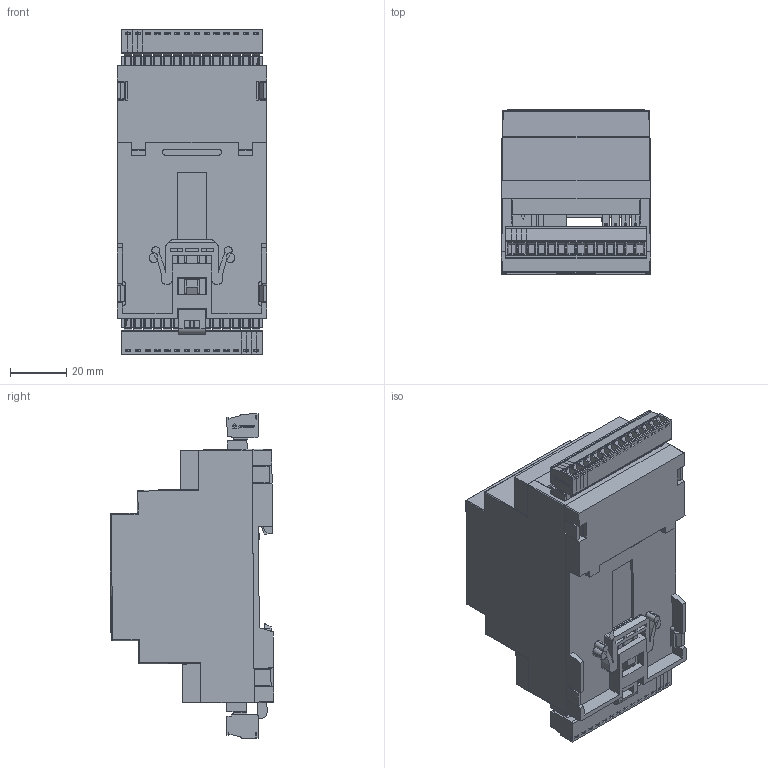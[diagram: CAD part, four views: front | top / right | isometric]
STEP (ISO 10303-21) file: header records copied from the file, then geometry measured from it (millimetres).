
FILE_DESCRIPTION (( 'STEP AP214' ), '1' );
FILE_NAME ('ÑÁ_3D_ÑÐ6701-6702_È2.STEP', '2022-11-29T05:18:03', ( 'Àëÿ' ), ( '' ), 'SwSTEP 2.0', 'SolidWorks 2010', '' );
FILE_SCHEMA (( 'AUTOMOTIVE_DESIGN' ));
Length unit declared in the file: millimetre
Products named in the file (7): Ðîçåòêà ÏÏ 14 êîíò; ÑÁ_âèë-ðîç 14 êîíò; Âèëêà 14 êîíò; Âèëêà IDC (CONNFLY); Âèëêà 4 êîíò; ﾑﾁ_3D_ﾑﾐ6701-6702_ﾈ2; 扻豵鵨 D3mg_旃6701-11
Assembly tree (7 placements, depth 3):
  ﾑﾁ_3D_ﾑﾐ6701-6702_ﾈ2
    Âèëêà 4 êîíò
    ÑÁ_âèë-ðîç 14 êîíò  x2
      Âèëêà 14 êîíò
      Ðîçåòêà ÏÏ 14 êîíò
    Âèëêà IDC (CONNFLY)
    扻豵鵨 D3mg_旃6701-11
Bounding box: 53.3 x 58.27 x 115.24 mm (x, y, z)
Volume: 56510.3 mm3; surface area: 79488.1 mm2
Topology: 18 solids, 27 shells, 8076 faces, 22302 edges, 14703 vertices
Faces by surface type: plane 6558, cylinder 970, bspline 334, cone 214
Entity records: 183284 total; most frequent: CARTESIAN_POINT 44872, ORIENTED_EDGE 28176, DIRECTION 23413, EDGE_CURVE 14088, LINE 11273, VECTOR 11273, VERTEX_POINT 9276, AXIS2_PLACEMENT_3D 6070
